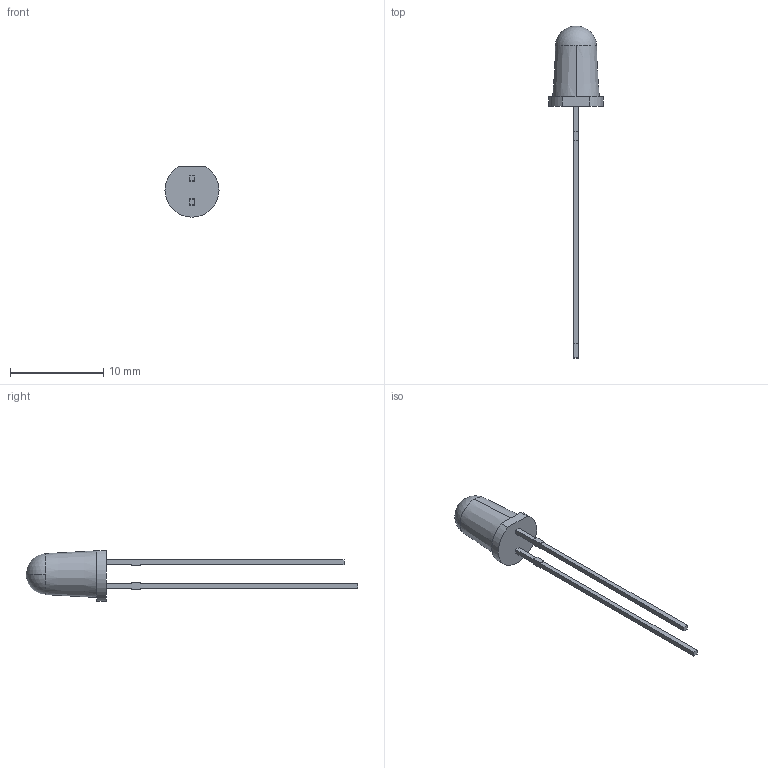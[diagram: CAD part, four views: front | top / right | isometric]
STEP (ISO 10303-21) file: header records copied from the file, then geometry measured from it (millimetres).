
FILE_DESCRIPTION (( 'STEP AP214' ), '1' );
FILE_NAME ('7524.STEP', '2008-08-29T16:57:15', ( '' ), ( '' ), 'SwSTEP 2.0', 'SolidWorks 2008', '' );
FILE_SCHEMA (( 'AUTOMOTIVE_DESIGN' ));
Length unit declared in the file: millimetre
Products named in the file (1): 7524
Bounding box: 5.8 x 35.6 x 5.4 mm (x, y, z)
Volume: 155.2 mm3; surface area: 266.3 mm2
Topology: 1 solids, 1 shells, 318 faces, 857 edges, 571 vertices
Faces by surface type: plane 196, bspline 116, cylinder 2, cone 2, sphere 2
Entity records: 18862 total; most frequent: CARTESIAN_POINT 8135, ORIENTED_EDGE 1714, DIRECTION 1043, EDGE_CURVE 857, VECTOR 613, LINE 613, VERTEX_POINT 571, EDGE_LOOP 348
